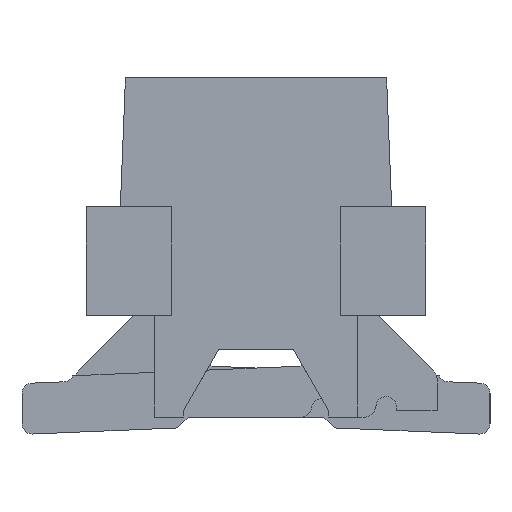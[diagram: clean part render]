
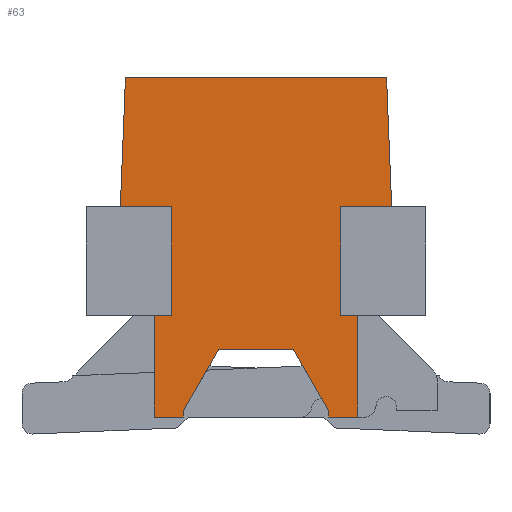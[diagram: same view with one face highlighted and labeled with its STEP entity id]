
A CAD part, left-side view. The second image highlights one B-rep face of the part: STEP entity #63.
In plain terms, the highlighted planar face has unit normal (-1, 0, 0).
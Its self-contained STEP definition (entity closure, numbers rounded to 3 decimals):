
#63=ADVANCED_FACE('',(#749),#750,.F.);
#749=FACE_OUTER_BOUND('',#2113,.T.);
#750=PLANE('',#2114);
#2113=EDGE_LOOP('',(#3596,#3597,#3598,#3599,#3600,#3601,#3602,#3603,#3604,#3605,#3606,#3607,#3608,#3609,#3610,#3611,#3612,#3613));
#2114=AXIS2_PLACEMENT_3D('',#3614,#3615,#3616);
#3596=ORIENTED_EDGE('',*,*,#9503,.F.);
#3597=ORIENTED_EDGE('',*,*,#9532,.T.);
#3598=ORIENTED_EDGE('',*,*,#9533,.T.);
#3599=ORIENTED_EDGE('',*,*,#9534,.F.);
#3600=ORIENTED_EDGE('',*,*,#9535,.F.);
#3601=ORIENTED_EDGE('',*,*,#9536,.F.);
#3602=ORIENTED_EDGE('',*,*,#9537,.F.);
#3603=ORIENTED_EDGE('',*,*,#9538,.F.);
#3604=ORIENTED_EDGE('',*,*,#9539,.F.);
#3605=ORIENTED_EDGE('',*,*,#9540,.F.);
#3606=ORIENTED_EDGE('',*,*,#9541,.F.);
#3607=ORIENTED_EDGE('',*,*,#9542,.F.);
#3608=ORIENTED_EDGE('',*,*,#9543,.T.);
#3609=ORIENTED_EDGE('',*,*,#9544,.F.);
#3610=ORIENTED_EDGE('',*,*,#9487,.F.);
#3611=ORIENTED_EDGE('',*,*,#9545,.F.);
#3612=ORIENTED_EDGE('',*,*,#9546,.F.);
#3613=ORIENTED_EDGE('',*,*,#9531,.F.);
#3614=CARTESIAN_POINT('',(-9.155,0.0,0.0));
#3615=DIRECTION('',(1.0,0.0,0.0));
#3616=DIRECTION('',(0.0,1.0,0.0));
#9487=EDGE_CURVE('',#11529,#11532,#11533,.T.);
#9503=EDGE_CURVE('',#11562,#11564,#11565,.T.);
#9531=EDGE_CURVE('',#11564,#11574,#11611,.T.);
#9532=EDGE_CURVE('',#11562,#11612,#11613,.T.);
#9533=EDGE_CURVE('',#11612,#11614,#11615,.T.);
#9534=EDGE_CURVE('',#11616,#11614,#11617,.T.);
#9535=EDGE_CURVE('',#11618,#11616,#11619,.T.);
#9536=EDGE_CURVE('',#11620,#11618,#11621,.T.);
#9537=EDGE_CURVE('',#11622,#11620,#11623,.T.);
#9538=EDGE_CURVE('',#11624,#11622,#11625,.T.);
#9539=EDGE_CURVE('',#11626,#11624,#11627,.T.);
#9540=EDGE_CURVE('',#11628,#11626,#11629,.T.);
#9541=EDGE_CURVE('',#11630,#11628,#11631,.T.);
#9542=EDGE_CURVE('',#11632,#11630,#11633,.T.);
#9543=EDGE_CURVE('',#11632,#11634,#11635,.T.);
#9544=EDGE_CURVE('',#11532,#11634,#11636,.T.);
#9545=EDGE_CURVE('',#11637,#11529,#11638,.T.);
#9546=EDGE_CURVE('',#11574,#11637,#11639,.T.);
#11529=VERTEX_POINT('',#14902);
#11532=VERTEX_POINT('',#14906);
#11533=LINE('',#14907,#14908);
#11562=VERTEX_POINT('',#14951);
#11564=VERTEX_POINT('',#14954);
#11565=LINE('',#14955,#14956);
#11574=VERTEX_POINT('',#14969);
#11611=LINE('',#15028,#15029);
#11612=VERTEX_POINT('',#15030);
#11613=LINE('',#15031,#15032);
#11614=VERTEX_POINT('',#15033);
#11615=LINE('',#15034,#15035);
#11616=VERTEX_POINT('',#15036);
#11617=LINE('',#15037,#15038);
#11618=VERTEX_POINT('',#15039);
#11619=LINE('',#15040,#15041);
#11620=VERTEX_POINT('',#15042);
#11621=LINE('',#15043,#15044);
#11622=VERTEX_POINT('',#15045);
#11623=LINE('',#15046,#15047);
#11624=VERTEX_POINT('',#15048);
#11625=LINE('',#15049,#15050);
#11626=VERTEX_POINT('',#15051);
#11627=LINE('',#15052,#15053);
#11628=VERTEX_POINT('',#15054);
#11629=LINE('',#15055,#15056);
#11630=VERTEX_POINT('',#15057);
#11631=LINE('',#15058,#15059);
#11632=VERTEX_POINT('',#15060);
#11633=LINE('',#15061,#15062);
#11634=VERTEX_POINT('',#15063);
#11635=LINE('',#15064,#15065);
#11636=LINE('',#15066,#15067);
#11637=VERTEX_POINT('',#15068);
#11638=LINE('',#15069,#15070);
#11639=LINE('',#15071,#15072);
#14902=CARTESIAN_POINT('',(-9.155,-2.0,-1.9));
#14906=CARTESIAN_POINT('',(-9.155,-1.25,-1.9));
#14907=CARTESIAN_POINT('',(-9.155,-2.0,-1.9));
#14908=VECTOR('',#19851,0.75);
#14951=CARTESIAN_POINT('',(-9.155,1.25,-1.9));
#14954=CARTESIAN_POINT('',(-9.155,2.0,-1.9));
#14955=CARTESIAN_POINT('',(-9.155,1.25,-1.9));
#14956=VECTOR('',#19867,0.75);
#14969=CARTESIAN_POINT('',(-9.155,1.925,0.0));
#15028=CARTESIAN_POINT('',(-9.155,2.0,-1.9));
#15029=VECTOR('',#19897,1.901);
#15030=CARTESIAN_POINT('',(-9.155,1.25,-3.5));
#15031=CARTESIAN_POINT('',(-9.155,1.25,-1.9));
#15032=VECTOR('',#19898,1.6);
#15033=CARTESIAN_POINT('',(-9.155,1.5,-3.5));
#15034=CARTESIAN_POINT('',(-9.155,1.25,-3.5));
#15035=VECTOR('',#19899,0.25);
#15036=CARTESIAN_POINT('',(-9.155,1.5,-5.0));
#15037=CARTESIAN_POINT('',(-9.155,1.5,-5.0));
#15038=VECTOR('',#19900,1.5);
#15039=CARTESIAN_POINT('',(-9.155,1.07,-5.0));
#15040=CARTESIAN_POINT('',(-9.155,1.07,-5.0));
#15041=VECTOR('',#19901,0.43);
#15042=CARTESIAN_POINT('',(-9.155,1.07,-4.9));
#15043=CARTESIAN_POINT('',(-9.155,1.07,-4.9));
#15044=VECTOR('',#19902,0.1);
#15045=CARTESIAN_POINT('',(-9.155,0.55,-4.0));
#15046=CARTESIAN_POINT('',(-9.155,0.55,-4.0));
#15047=VECTOR('',#19903,1.039);
#15048=CARTESIAN_POINT('',(-9.155,-0.55,-4.0));
#15049=CARTESIAN_POINT('',(-9.155,-0.55,-4.0));
#15050=VECTOR('',#19904,1.1);
#15051=CARTESIAN_POINT('',(-9.155,-1.07,-4.9));
#15052=CARTESIAN_POINT('',(-9.155,-1.07,-4.9));
#15053=VECTOR('',#19905,1.039);
#15054=CARTESIAN_POINT('',(-9.155,-1.07,-5.0));
#15055=CARTESIAN_POINT('',(-9.155,-1.07,-5.0));
#15056=VECTOR('',#19906,0.1);
#15057=CARTESIAN_POINT('',(-9.155,-1.5,-5.0));
#15058=CARTESIAN_POINT('',(-9.155,-1.5,-5.0));
#15059=VECTOR('',#19907,0.43);
#15060=CARTESIAN_POINT('',(-9.155,-1.5,-3.5));
#15061=CARTESIAN_POINT('',(-9.155,-1.5,-3.5));
#15062=VECTOR('',#19908,1.5);
#15063=CARTESIAN_POINT('',(-9.155,-1.25,-3.5));
#15064=CARTESIAN_POINT('',(-9.155,-1.5,-3.5));
#15065=VECTOR('',#19909,0.25);
#15066=CARTESIAN_POINT('',(-9.155,-1.25,-1.9));
#15067=VECTOR('',#19910,1.6);
#15068=CARTESIAN_POINT('',(-9.155,-1.925,0.0));
#15069=CARTESIAN_POINT('',(-9.155,-1.925,0.0));
#15070=VECTOR('',#19911,1.901);
#15071=CARTESIAN_POINT('',(-9.155,1.925,0.0));
#15072=VECTOR('',#19912,3.85);
#19851=DIRECTION('',(0.0,1.0,0.0));
#19867=DIRECTION('',(0.0,1.0,0.0));
#19897=DIRECTION('',(0.0,-0.039,0.999));
#19898=DIRECTION('',(0.0,0.0,-1.0));
#19899=DIRECTION('',(0.0,1.0,0.0));
#19900=DIRECTION('',(0.0,0.0,1.0));
#19901=DIRECTION('',(0.0,1.0,0.0));
#19902=DIRECTION('',(0.0,0.0,-1.0));
#19903=DIRECTION('',(0.0,0.5,-0.866));
#19904=DIRECTION('',(0.0,1.0,0.0));
#19905=DIRECTION('',(0.0,0.5,0.866));
#19906=DIRECTION('',(0.0,0.0,1.0));
#19907=DIRECTION('',(0.0,1.0,0.0));
#19908=DIRECTION('',(0.0,0.0,-1.0));
#19909=DIRECTION('',(0.0,1.0,0.0));
#19910=DIRECTION('',(0.0,0.0,-1.0));
#19911=DIRECTION('',(0.0,-0.039,-0.999));
#19912=DIRECTION('',(0.0,-1.0,0.0));
